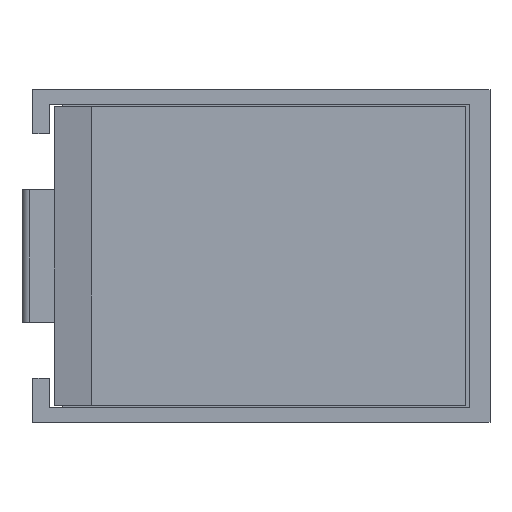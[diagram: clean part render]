
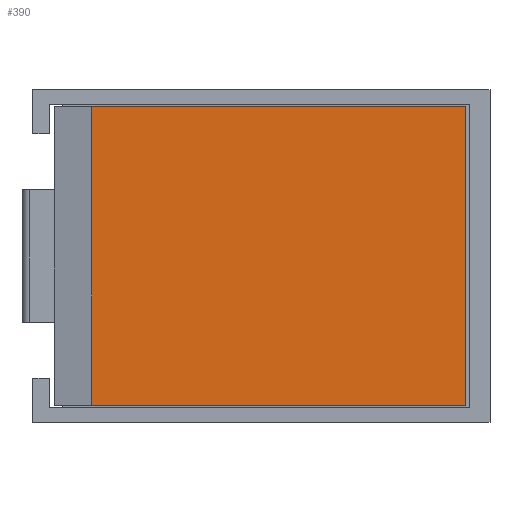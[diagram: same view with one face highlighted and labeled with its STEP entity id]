
A CAD part, top view. The second image highlights one B-rep face of the part: STEP entity #390.
In plain terms, the highlighted planar face has unit normal (0, 0, 1).
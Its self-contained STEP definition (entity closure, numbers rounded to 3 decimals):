
#114 = ORIENTED_EDGE ( 'NONE', *, *, #267, .T. ) ;
#142 = VERTEX_POINT ( 'NONE', #1167 ) ;
#149 = VECTOR ( 'NONE', #1019, 1000. ) ;
#160 = DIRECTION ( 'NONE',  ( -1., 0., 0. ) ) ;
#227 = CARTESIAN_POINT ( 'NONE',  ( -22.56, 18., 2.35 ) ) ;
#267 = EDGE_CURVE ( 'NONE', #1153, #142, #1057, .T. ) ;
#359 = VECTOR ( 'NONE', #160, 1000. ) ;
#390 = ADVANCED_FACE ( 'NONE', ( #1871 ), #954, .T. ) ;
#402 = CARTESIAN_POINT ( 'NONE',  ( -22.56, -18., 2.35 ) ) ;
#422 = AXIS2_PLACEMENT_3D ( 'NONE', #227, #1724, #662 ) ;
#435 = VERTEX_POINT ( 'NONE', #510 ) ;
#445 = CARTESIAN_POINT ( 'NONE',  ( -22.56, 18., 2.35 ) ) ;
#468 = ORIENTED_EDGE ( 'NONE', *, *, #1807, .T. ) ;
#510 = CARTESIAN_POINT ( 'NONE',  ( 22.56, -18., 2.35 ) ) ;
#543 = VECTOR ( 'NONE', #1481, 1000. ) ;
#584 = EDGE_CURVE ( 'NONE', #435, #688, #1047, .T. ) ;
#635 = VECTOR ( 'NONE', #822, 1000. ) ;
#651 = CARTESIAN_POINT ( 'NONE',  ( -22.56, 18., 2.35 ) ) ;
#662 = DIRECTION ( 'NONE',  ( 1., 0., 0. ) ) ;
#688 = VERTEX_POINT ( 'NONE', #709 ) ;
#709 = CARTESIAN_POINT ( 'NONE',  ( 22.56, 18., 2.35 ) ) ;
#822 = DIRECTION ( 'NONE',  ( 0., 1., 0. ) ) ;
#881 = LINE ( 'NONE', #402, #149 ) ;
#895 = EDGE_LOOP ( 'NONE', ( #1774, #1012, #468, #114 ) ) ;
#954 = PLANE ( 'NONE',  #422 ) ;
#1009 = CARTESIAN_POINT ( 'NONE',  ( -22.56, 18., 2.35 ) ) ;
#1012 = ORIENTED_EDGE ( 'NONE', *, *, #584, .T. ) ;
#1019 = DIRECTION ( 'NONE',  ( 1., 0., 0. ) ) ;
#1047 = LINE ( 'NONE', #1848, #635 ) ;
#1051 = EDGE_CURVE ( 'NONE', #142, #435, #881, .T. ) ;
#1057 = LINE ( 'NONE', #445, #543 ) ;
#1153 = VERTEX_POINT ( 'NONE', #1009 ) ;
#1167 = CARTESIAN_POINT ( 'NONE',  ( -22.56, -18., 2.35 ) ) ;
#1481 = DIRECTION ( 'NONE',  ( 0., -1., 0. ) ) ;
#1564 = LINE ( 'NONE', #651, #359 ) ;
#1724 = DIRECTION ( 'NONE',  ( 0., 0., 1. ) ) ;
#1774 = ORIENTED_EDGE ( 'NONE', *, *, #1051, .T. ) ;
#1807 = EDGE_CURVE ( 'NONE', #688, #1153, #1564, .T. ) ;
#1848 = CARTESIAN_POINT ( 'NONE',  ( 22.56, 18., 2.35 ) ) ;
#1871 = FACE_OUTER_BOUND ( 'NONE', #895, .T. ) ;
